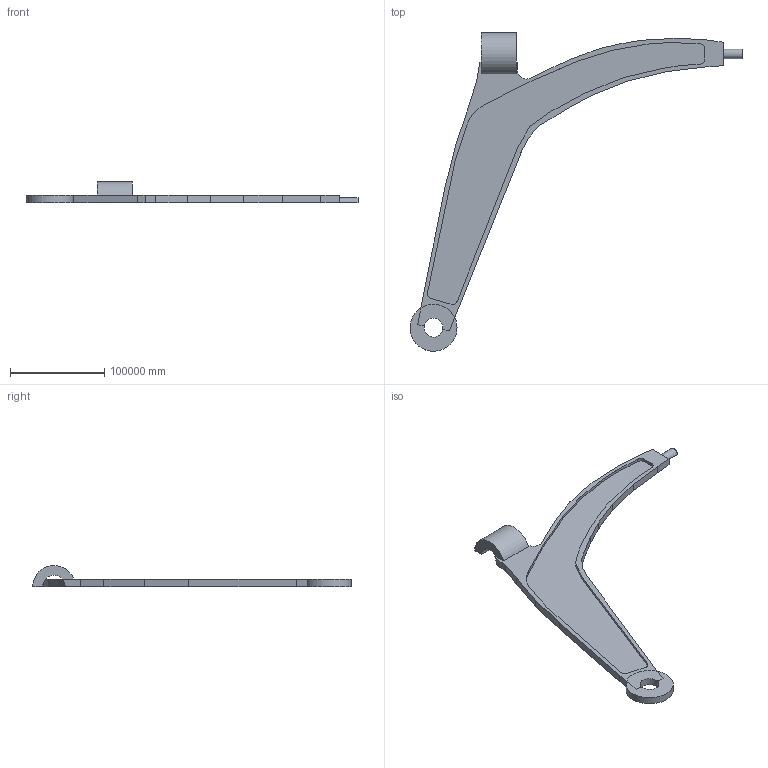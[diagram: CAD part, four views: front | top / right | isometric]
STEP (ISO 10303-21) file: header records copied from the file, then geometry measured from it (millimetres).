
FILE_DESCRIPTION(('Open CASCADE Model'),'2;1');
FILE_NAME('Open CASCADE Shape Model','2012-07-26T14:36:24',('Author'),( 'Open CASCADE'),'Open CASCADE STEP processor 6.5','Open CASCADE 6.5' ,'Unknown');
FILE_SCHEMA(('AUTOMOTIVE_DESIGN_CC2 { 1 2 10303 214 -1 1 5 4 }'));
Length unit declared in the file: millimetre
Products named in the file (1): Open CASCADE STEP translator 6.5 1
Bounding box: 352715.61 x 338391.4 x 22499.26 mm (x, y, z)
Volume: 170193759369982.1 mm3; surface area: 68071859027.5 mm2
Topology: 1 solids, 1 shells, 73 faces, 209 edges, 137 vertices
Faces by surface type: plane 60, cylinder 13
Full cylindrical faces by diameter (mm): 20000 x1
Entity records: 5117 total; most frequent: CARTESIAN_POINT 1046, DIRECTION 729, LINE 497, VECTOR 497, ORIENTED_EDGE 418, PCURVE 418, DEFINITIONAL_REPRESENTATION 418, EDGE_CURVE 209
